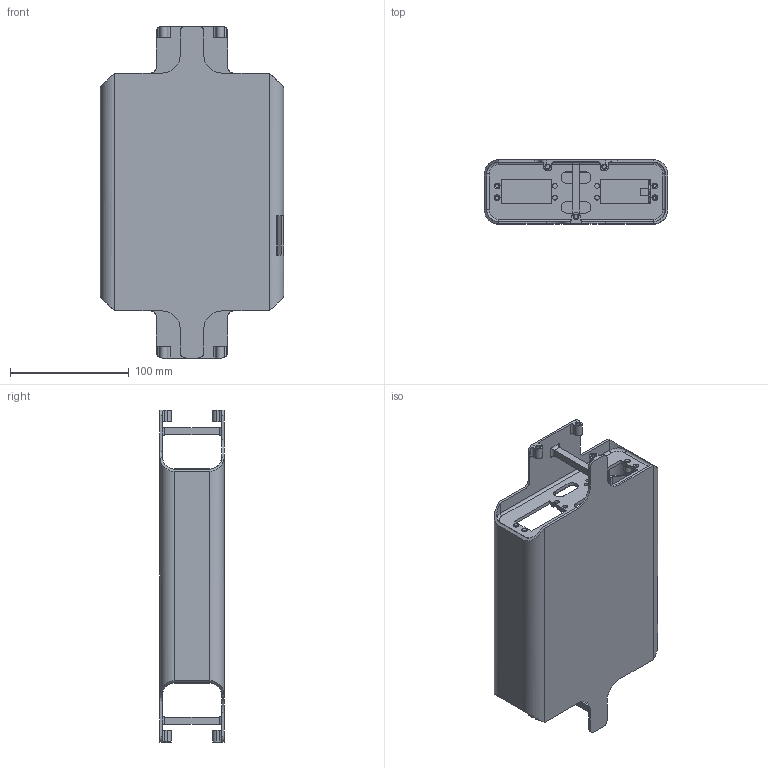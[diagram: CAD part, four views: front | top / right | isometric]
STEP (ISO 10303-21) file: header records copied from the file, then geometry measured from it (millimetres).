
FILE_DESCRIPTION(/* description */ (''),/* implementation_level */ '2;1');
FILE_NAME(/* name */ '主躯干外壳_step.stp',/* time_stamp */ '2025-09-18T16:32:29+08:00',/* author */ (''),/* organization */ (''),/* preprocessor_version */ 'ST-DEVELOPER v16.7',/* originating_system */ 'SIEMENS PLM Software NX 12.0',/* authorisation */ '');
FILE_SCHEMA (('AUTOMOTIVE_DESIGN { 1 0 10303 214 3 1 1 1 }'));
Length unit declared in the file: millimetre
Products named in the file (1): 主躯干外壳_step
Bounding box: 154 x 54 x 279 mm (x, y, z)
Volume: 198361.7 mm3; surface area: 185995.6 mm2
Topology: 1 solids, 1 shells, 643 faces, 1787 edges, 1142 vertices
Faces by surface type: plane 363, cylinder 208, torus 35, cone 25, bspline 12
Full cylindrical faces by diameter (mm): 2.5 x1, 2.75 x1, 2.8 x8, 3.5 x12, 3.7 x3, 6 x8, 8 x3
Entity records: 20851 total; most frequent: CARTESIAN_POINT 4537, ORIENTED_EDGE 3426, DIRECTION 3287, EDGE_CURVE 1713, VERTEX_POINT 1120, AXIS2_PLACEMENT_3D 1096, LINE 1095, VECTOR 1095
